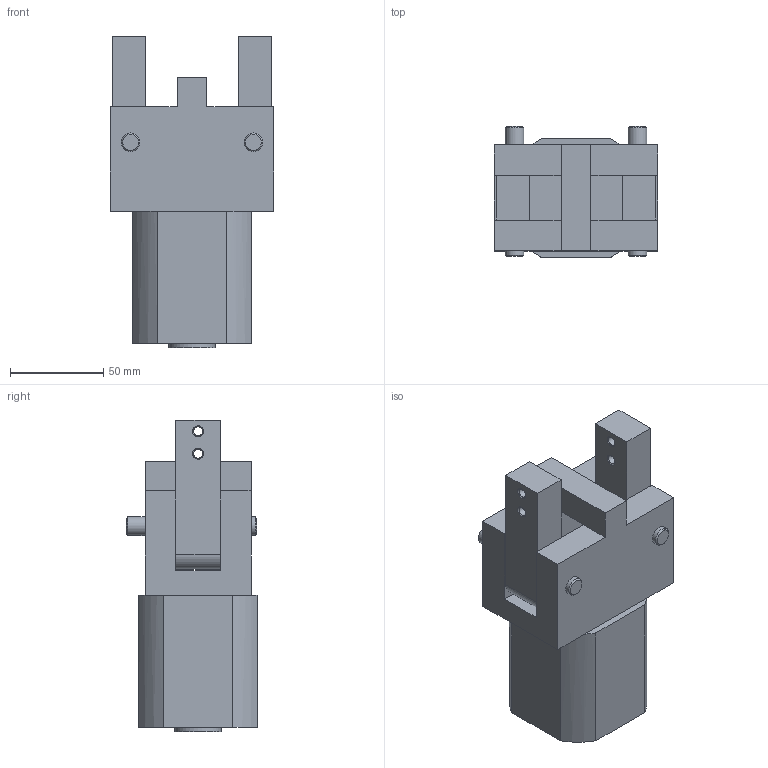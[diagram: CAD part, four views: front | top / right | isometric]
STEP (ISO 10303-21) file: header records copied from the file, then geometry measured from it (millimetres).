
FILE_DESCRIPTION( ( 'STEP AP214' ), '1' );
FILE_NAME( '2252100.step', '2005-07-26T08:38:39', ( ' ' ), ( ' ' ), 'XStep 1.0', ' ', ' ' );
FILE_SCHEMA( ( 'automotive_design' ) );
Length unit declared in the file: metre
Products named in the file (3): 1; 2; 3
Bounding box: 88 x 70.5 x 167.5 mm (x, y, z)
Volume: 457385.8 mm3; surface area: 85263.3 mm2
Topology: 3 solids, 4 shells, 123 faces, 310 edges, 201 vertices
Faces by surface type: plane 46, cylinder 45, cone 32
Full cylindrical faces by diameter (mm): 2.5 x2, 3.242 x8, 4.918 x4, 6.02 x1, 6.647 x8, 8.566 x4, 10 x8, 25 x1, 40 x1
Entity records: 4066 total; most frequent: DIRECTION 556, CARTESIAN_POINT 492, ORIENTED_EDGE 396, AXIS2_PLACEMENT_3D 232, EDGE_LOOP 216, EDGE_CURVE 198, VERTEX_POINT 168, FACE_OUTER_BOUND 160
